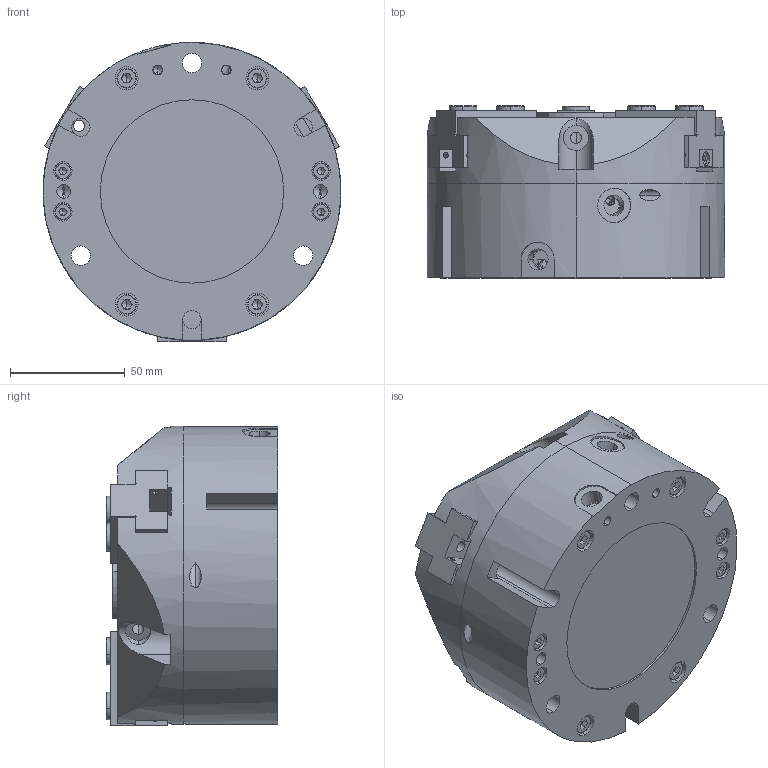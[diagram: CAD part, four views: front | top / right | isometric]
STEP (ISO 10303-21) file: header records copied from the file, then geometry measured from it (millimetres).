
FILE_DESCRIPTION (( 'STEP AP214' ), '1' );
FILE_NAME ('3PG 125.STEP', '2012-03-06T01:30:13', ( 'xw4600' ), ( '' ), 'SwSTEP 2.0', 'SolidWorks 2010', '' );
FILE_SCHEMA (( 'AUTOMOTIVE_DESIGN' ));
Length unit declared in the file: millimetre
Products named in the file (12): 3PG125-02_Default; 3PG125-01_Default; 3PG125-04_Default; 3PG125-06-1_ル遽; 3PG125-06-2_ル遽; 3PG125-07_ル遽; 3PG125-10_ル遽; countersunk head screw_ISO 10642 - M3 x 8 --- 8N; Socket Head Cap Screw_ISO 4762 M3 x 30 --- 18N; Socket Head Cap Screw_ISO 4762 M5 x 45 --- 22N; Socket Head Cap Screw_ISO 4762 M4 x 40 --- 20N; 3PG 125
Assembly tree (27 placements, depth 2):
  3PG 125
    3PG125-04_Default  x3
    3PG125-10_ル遽  x6
    Socket Head Cap Screw_ISO 4762 M3 x 30 --- 18N  x2
    3PG125-02_Default
    Socket Head Cap Screw_ISO 4762 M4 x 40 --- 20N  x4
    3PG125-01_Default
    3PG125-06-1_ル遽
    3PG125-07_ル遽
    countersunk head screw_ISO 10642 - M3 x 8 --- 8N  x3
    3PG125-06-2_ル遽
    Socket Head Cap Screw_ISO 4762 M5 x 45 --- 22N  x4
Bounding box: 130 x 75 x 130.5 mm (x, y, z)
Volume: 585398.7 mm3; surface area: 171124.5 mm2
Topology: 27 solids, 27 shells, 973 faces, 2354 edges, 1440 vertices
Faces by surface type: plane 425, cylinder 329, cone 165, torus 54
Entity records: 19063 total; most frequent: CARTESIAN_POINT 4397, DIRECTION 3017, ORIENTED_EDGE 2716, EDGE_CURVE 1358, AXIS2_PLACEMENT_3D 1165, VERTEX_POINT 871, LINE 687, VECTOR 687
